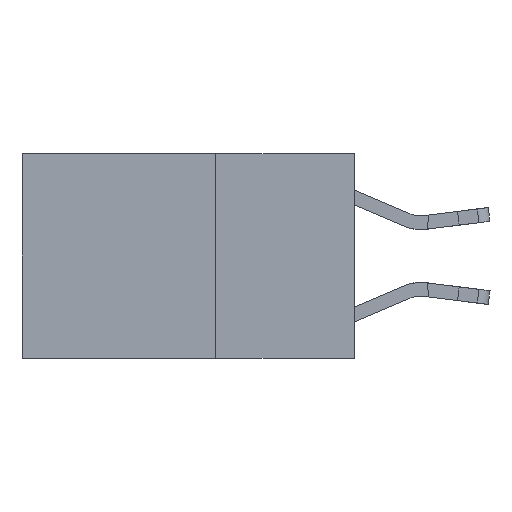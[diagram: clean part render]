
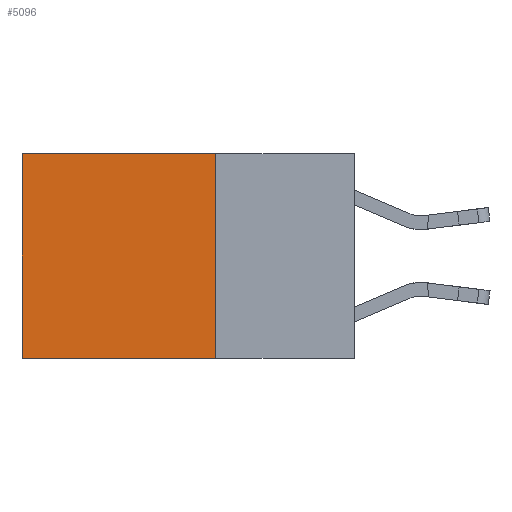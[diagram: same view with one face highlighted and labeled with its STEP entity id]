
A CAD part, left-side view. The second image highlights one B-rep face of the part: STEP entity #5096.
In plain terms, the highlighted planar face has unit normal (-1, 0, 0).
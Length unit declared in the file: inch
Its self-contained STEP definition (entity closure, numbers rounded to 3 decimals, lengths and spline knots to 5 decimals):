
#418 = VERTEX_POINT ( 'NONE', #14690 ) ;
#1297 = CARTESIAN_POINT ( 'NONE',  ( 0.2625, 0.6, 0. ) ) ;
#1335 = FACE_OUTER_BOUND ( 'NONE', #12103, .T. ) ;
#1932 = CARTESIAN_POINT ( 'NONE',  ( 0.2625, 0.25, 0. ) ) ;
#2570 = VERTEX_POINT ( 'NONE', #8790 ) ;
#3050 = ORIENTED_EDGE ( 'NONE', *, *, #15684, .T. ) ;
#3263 = DIRECTION ( 'NONE',  ( 0., 0., -1. ) ) ;
#3382 = EDGE_CURVE ( 'NONE', #2570, #418, #9785, .T. ) ;
#3761 = AXIS2_PLACEMENT_3D ( 'NONE', #7759, #17254, #9137 ) ;
#4329 = LINE ( 'NONE', #1932, #11557 ) ;
#5052 = PLANE ( 'NONE',  #3761 ) ;
#5096 = ADVANCED_FACE ( 'NONE', ( #1335 ), #5052, .F. ) ;
#6163 = VECTOR ( 'NONE', #9796, 39.37008 ) ;
#6587 = CARTESIAN_POINT ( 'NONE',  ( 0.2625, 0.25, -0.37 ) ) ;
#6772 = EDGE_CURVE ( 'NONE', #12546, #12315, #13779, .T. ) ;
#7759 = CARTESIAN_POINT ( 'NONE',  ( 0.2625, 0.25, 0. ) ) ;
#8414 = CARTESIAN_POINT ( 'NONE',  ( 0.2625, 0.25, 0. ) ) ;
#8611 = LINE ( 'NONE', #1297, #11826 ) ;
#8790 = CARTESIAN_POINT ( 'NONE',  ( 0.2625, 0.25, -0.37 ) ) ;
#9137 = DIRECTION ( 'NONE',  ( 0., 0., -1. ) ) ;
#9785 = LINE ( 'NONE', #6587, #16992 ) ;
#9796 = DIRECTION ( 'NONE',  ( 0., 1., 0. ) ) ;
#10279 = ORIENTED_EDGE ( 'NONE', *, *, #3382, .F. ) ;
#10727 = EDGE_CURVE ( 'NONE', #12546, #2570, #4329, .T. ) ;
#10791 = DIRECTION ( 'NONE',  ( 0., 0., -1. ) ) ;
#11306 = CARTESIAN_POINT ( 'NONE',  ( 0.2625, 0.25, 0. ) ) ;
#11557 = VECTOR ( 'NONE', #3263, 39.37008 ) ;
#11826 = VECTOR ( 'NONE', #10791, 39.37008 ) ;
#12103 = EDGE_LOOP ( 'NONE', ( #3050, #10279, #17482, #14299 ) ) ;
#12315 = VERTEX_POINT ( 'NONE', #14773 ) ;
#12546 = VERTEX_POINT ( 'NONE', #11306 ) ;
#13779 = LINE ( 'NONE', #8414, #6163 ) ;
#14299 = ORIENTED_EDGE ( 'NONE', *, *, #6772, .T. ) ;
#14690 = CARTESIAN_POINT ( 'NONE',  ( 0.2625, 0.6, -0.37 ) ) ;
#14773 = CARTESIAN_POINT ( 'NONE',  ( 0.2625, 0.6, 0. ) ) ;
#15684 = EDGE_CURVE ( 'NONE', #12315, #418, #8611, .T. ) ;
#16041 = DIRECTION ( 'NONE',  ( 0., 1., 0. ) ) ;
#16992 = VECTOR ( 'NONE', #16041, 39.37008 ) ;
#17254 = DIRECTION ( 'NONE',  ( 1., 0., 0. ) ) ;
#17482 = ORIENTED_EDGE ( 'NONE', *, *, #10727, .F. ) ;
